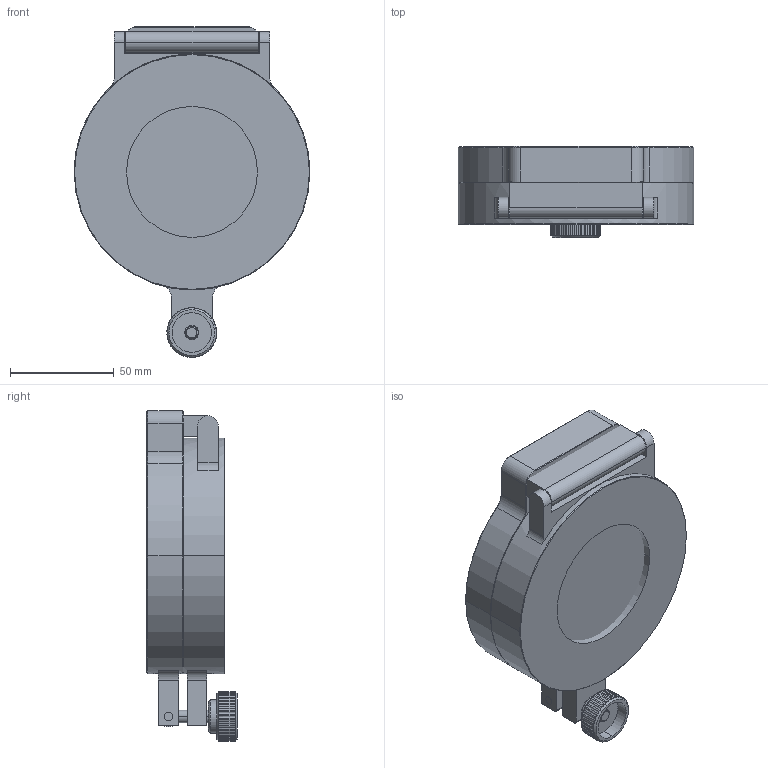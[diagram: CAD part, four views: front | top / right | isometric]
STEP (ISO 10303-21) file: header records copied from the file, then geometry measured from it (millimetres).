
FILE_DESCRIPTION (( 'STEP AP214' ), '1' );
FILE_NAME ('640-QAD63-VP.STEP', '2017-09-13T13:38:40', ( 'allectra' ), ( 'Microsoft' ), 'SwSTEP 2.0', 'SolidWorks 2014', '' );
FILE_SCHEMA (( 'AUTOMOTIVE_DESIGN' ));
Length unit declared in the file: millimetre
Products named in the file (2): 640-QAD63-VP
Bounding box: 113.5 x 43.6 x 159.3 mm (x, y, z)
Surface area: 71022.6 mm2 (no closed solid volume)
Topology: 0 solids, 9 shells, 234 faces, 648 edges, 434 vertices
Faces by surface type: cylinder 152, plane 54, cone 28
Entity records: 12832 total; most frequent: CARTESIAN_POINT 4227, ORIENTED_EDGE 1242, DIRECTION 1230, EDGE_CURVE 648, AXIS2_PLACEMENT_3D 478, VERTEX_POINT 434, VECTOR 274, LINE 274
